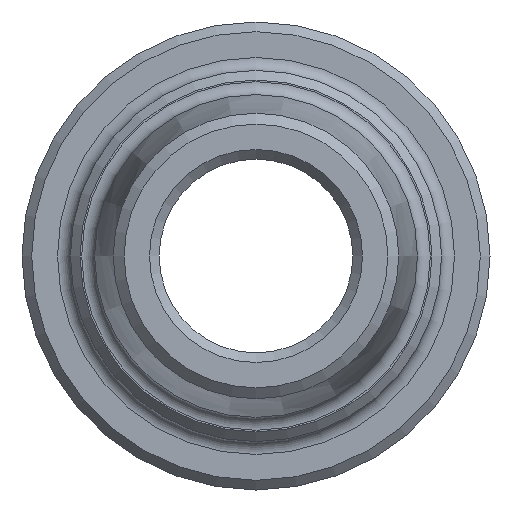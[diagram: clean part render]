
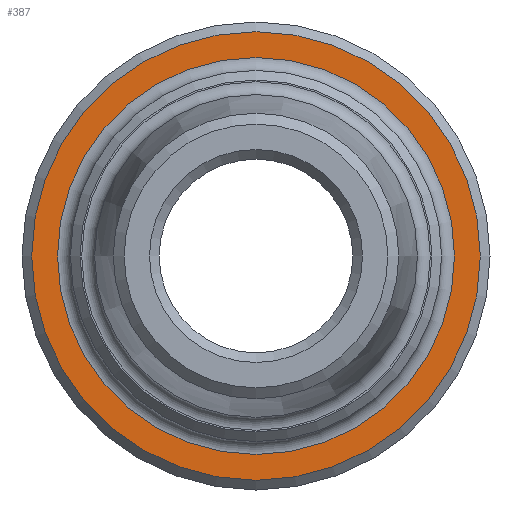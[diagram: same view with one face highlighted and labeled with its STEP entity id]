
A CAD part, left-side view. The second image highlights one B-rep face of the part: STEP entity #387.
In plain terms, the highlighted planar face has unit normal (-1, 0, 0).
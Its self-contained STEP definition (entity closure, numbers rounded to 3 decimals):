
#26=FACE_BOUND('',#77,.T.);
#33=PLANE('',#452);
#48=FACE_OUTER_BOUND('',#76,.T.);
#76=EDGE_LOOP('',(#303));
#77=EDGE_LOOP('',(#304));
#141=CIRCLE('',#448,6.95);
#144=CIRCLE('',#453,6.15);
#182=VERTEX_POINT('',#688);
#185=VERTEX_POINT('',#698);
#225=EDGE_CURVE('',#182,#182,#141,.T.);
#229=EDGE_CURVE('',#185,#185,#144,.T.);
#303=ORIENTED_EDGE('',*,*,#225,.F.);
#304=ORIENTED_EDGE('',*,*,#229,.F.);
#387=ADVANCED_FACE('',(#48,#26),#33,.T.);
#448=AXIS2_PLACEMENT_3D('',#690,#549,#550);
#452=AXIS2_PLACEMENT_3D('',#697,#558,#559);
#453=AXIS2_PLACEMENT_3D('',#699,#560,#561);
#549=DIRECTION('center_axis',(1.,0.,0.));
#550=DIRECTION('ref_axis',(0.,-1.,0.));
#558=DIRECTION('center_axis',(-1.,0.,0.));
#559=DIRECTION('ref_axis',(0.,0.,1.));
#560=DIRECTION('center_axis',(-1.,0.,0.));
#561=DIRECTION('ref_axis',(0.,-1.,0.));
#688=CARTESIAN_POINT('',(-3.,6.95,0.));
#690=CARTESIAN_POINT('Origin',(-3.,0.,0.));
#697=CARTESIAN_POINT('Origin',(-3.,7.25,0.));
#698=CARTESIAN_POINT('',(-3.,0.,6.15));
#699=CARTESIAN_POINT('Origin',(-3.,0.,0.));
